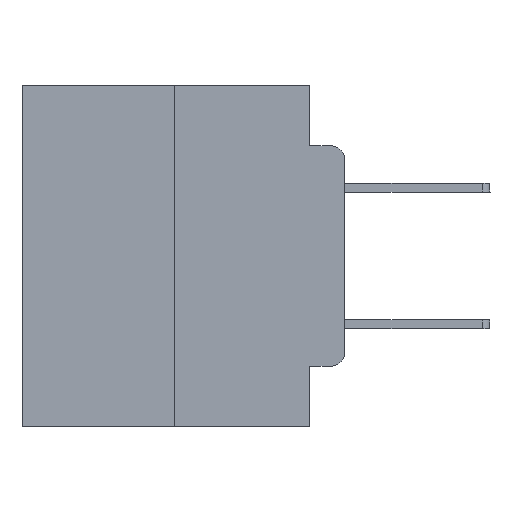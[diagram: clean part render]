
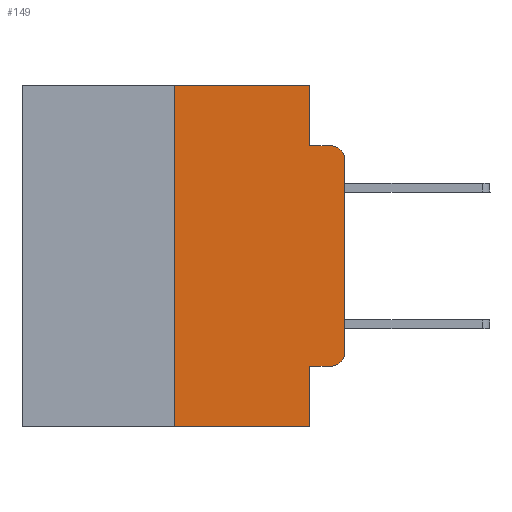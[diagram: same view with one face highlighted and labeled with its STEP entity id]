
A CAD part, left-side view. The second image highlights one B-rep face of the part: STEP entity #149.
In plain terms, the highlighted planar face has unit normal (-1, 0, 0).
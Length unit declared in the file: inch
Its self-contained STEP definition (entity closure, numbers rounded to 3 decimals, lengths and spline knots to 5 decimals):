
#149 = ADVANCED_FACE ( 'NONE', ( #26747 ), #16451, .F. ) ;
#284 = VECTOR ( 'NONE', #19080, 39.37008 ) ;
#766 = DIRECTION ( 'NONE',  ( 0., 0., -1. ) ) ;
#1113 = EDGE_CURVE ( 'NONE', #4978, #16386, #10753, .T. ) ;
#1173 = AXIS2_PLACEMENT_3D ( 'NONE', #11944, #25190, #22785 ) ;
#2500 = CIRCLE ( 'NONE', #25610, 0.02 ) ;
#3032 = VERTEX_POINT ( 'NONE', #7099 ) ;
#4362 = ORIENTED_EDGE ( 'NONE', *, *, #21408, .F. ) ;
#4596 = LINE ( 'NONE', #18917, #18108 ) ;
#4690 = EDGE_CURVE ( 'NONE', #21773, #18312, #2500, .T. ) ;
#4904 = CARTESIAN_POINT ( 'NONE',  ( 0., 0.051, -0.4115 ) ) ;
#4978 = VERTEX_POINT ( 'NONE', #10254 ) ;
#5344 = VECTOR ( 'NONE', #13010, 39.37008 ) ;
#7099 = CARTESIAN_POINT ( 'NONE',  ( 0., 0.25, -0.5 ) ) ;
#7213 = CARTESIAN_POINT ( 'NONE',  ( 0., 0.051, -0.0885 ) ) ;
#7281 = ORIENTED_EDGE ( 'NONE', *, *, #1113, .F. ) ;
#7746 = CIRCLE ( 'NONE', #16704, 0.02 ) ;
#8887 = DIRECTION ( 'NONE',  ( 0., 0., -1. ) ) ;
#9036 = CARTESIAN_POINT ( 'NONE',  ( 0., 0., -0.3915 ) ) ;
#9558 = CARTESIAN_POINT ( 'NONE',  ( 0., 0.051, 0. ) ) ;
#9611 = LINE ( 'NONE', #22695, #24517 ) ;
#9890 = LINE ( 'NONE', #23111, #9893 ) ;
#9893 = VECTOR ( 'NONE', #27077, 39.37008 ) ;
#10254 = CARTESIAN_POINT ( 'NONE',  ( 0., 0.25, 0. ) ) ;
#10607 = ORIENTED_EDGE ( 'NONE', *, *, #12805, .T. ) ;
#10753 = LINE ( 'NONE', #23568, #5344 ) ;
#10923 = LINE ( 'NONE', #26147, #284 ) ;
#11311 = ORIENTED_EDGE ( 'NONE', *, *, #12078, .F. ) ;
#11666 = EDGE_CURVE ( 'NONE', #3032, #24136, #24944, .T. ) ;
#11673 = VERTEX_POINT ( 'NONE', #26640 ) ;
#11944 = CARTESIAN_POINT ( 'NONE',  ( 0., 0.473, 0. ) ) ;
#12078 = EDGE_CURVE ( 'NONE', #26648, #24136, #15758, .T. ) ;
#12805 = EDGE_CURVE ( 'NONE', #27761, #11673, #7746, .T. ) ;
#13005 = DIRECTION ( 'NONE',  ( 0., 0., 1. ) ) ;
#13010 = DIRECTION ( 'NONE',  ( 0., -1., 0. ) ) ;
#13079 = VECTOR ( 'NONE', #26472, 39.37008 ) ;
#13087 = CARTESIAN_POINT ( 'NONE',  ( 0., 0.02, -0.3915 ) ) ;
#13262 = CARTESIAN_POINT ( 'NONE',  ( 0., 0.02, -0.1085 ) ) ;
#13774 = CARTESIAN_POINT ( 'NONE',  ( 0., 0.051, 0. ) ) ;
#13797 = ORIENTED_EDGE ( 'NONE', *, *, #15915, .T. ) ;
#14219 = DIRECTION ( 'NONE',  ( 0., -1., 0. ) ) ;
#14497 = VECTOR ( 'NONE', #14219, 39.37008 ) ;
#15055 = DIRECTION ( 'NONE',  ( -1., 0., 0. ) ) ;
#15463 = LINE ( 'NONE', #15753, #26392 ) ;
#15753 = CARTESIAN_POINT ( 'NONE',  ( 0., 0.051, -0.0885 ) ) ;
#15758 = LINE ( 'NONE', #9558, #13079 ) ;
#15787 = CARTESIAN_POINT ( 'NONE',  ( 0., 0.473, -0.5 ) ) ;
#15915 = EDGE_CURVE ( 'NONE', #18312, #27761, #4596, .T. ) ;
#15916 = ORIENTED_EDGE ( 'NONE', *, *, #18583, .F. ) ;
#16313 = ORIENTED_EDGE ( 'NONE', *, *, #24754, .F. ) ;
#16386 = VERTEX_POINT ( 'NONE', #13774 ) ;
#16451 = PLANE ( 'NONE',  #1173 ) ;
#16704 = AXIS2_PLACEMENT_3D ( 'NONE', #13262, #21840, #766 ) ;
#17451 = DIRECTION ( 'NONE',  ( 0., -1., 0. ) ) ;
#17886 = EDGE_LOOP ( 'NONE', ( #13797, #10607, #4362, #16313, #7281, #15916, #25706, #11311, #21355, #21496 ) ) ;
#18037 = EDGE_CURVE ( 'NONE', #26648, #21773, #9611, .T. ) ;
#18108 = VECTOR ( 'NONE', #13005, 39.37008 ) ;
#18312 = VERTEX_POINT ( 'NONE', #9036 ) ;
#18323 = VERTEX_POINT ( 'NONE', #7213 ) ;
#18583 = EDGE_CURVE ( 'NONE', #3032, #4978, #10923, .T. ) ;
#18917 = CARTESIAN_POINT ( 'NONE',  ( 0., 0., 0. ) ) ;
#19080 = DIRECTION ( 'NONE',  ( 0., 0., 1. ) ) ;
#19390 = CARTESIAN_POINT ( 'NONE',  ( 0., 0., -0.1085 ) ) ;
#21212 = CARTESIAN_POINT ( 'NONE',  ( 0., 0.02, -0.4115 ) ) ;
#21355 = ORIENTED_EDGE ( 'NONE', *, *, #18037, .T. ) ;
#21408 = EDGE_CURVE ( 'NONE', #18323, #11673, #15463, .T. ) ;
#21496 = ORIENTED_EDGE ( 'NONE', *, *, #4690, .T. ) ;
#21773 = VERTEX_POINT ( 'NONE', #21212 ) ;
#21840 = DIRECTION ( 'NONE',  ( -1., 0., 0. ) ) ;
#22695 = CARTESIAN_POINT ( 'NONE',  ( 0., 0.051, -0.4115 ) ) ;
#22785 = DIRECTION ( 'NONE',  ( 0., 0., -1. ) ) ;
#23111 = CARTESIAN_POINT ( 'NONE',  ( 0., 0.051, 0. ) ) ;
#23568 = CARTESIAN_POINT ( 'NONE',  ( 0., 0.473, 0. ) ) ;
#23871 = CARTESIAN_POINT ( 'NONE',  ( 0., 0.051, -0.5 ) ) ;
#24136 = VERTEX_POINT ( 'NONE', #23871 ) ;
#24517 = VECTOR ( 'NONE', #27074, 39.37008 ) ;
#24754 = EDGE_CURVE ( 'NONE', #16386, #18323, #9890, .T. ) ;
#24944 = LINE ( 'NONE', #15787, #14497 ) ;
#25190 = DIRECTION ( 'NONE',  ( 1., 0., 0. ) ) ;
#25610 = AXIS2_PLACEMENT_3D ( 'NONE', #13087, #15055, #8887 ) ;
#25706 = ORIENTED_EDGE ( 'NONE', *, *, #11666, .T. ) ;
#26147 = CARTESIAN_POINT ( 'NONE',  ( 0., 0.25, 0. ) ) ;
#26392 = VECTOR ( 'NONE', #17451, 39.37008 ) ;
#26472 = DIRECTION ( 'NONE',  ( 0., 0., -1. ) ) ;
#26640 = CARTESIAN_POINT ( 'NONE',  ( 0., 0.02, -0.0885 ) ) ;
#26648 = VERTEX_POINT ( 'NONE', #4904 ) ;
#26747 = FACE_OUTER_BOUND ( 'NONE', #17886, .T. ) ;
#27074 = DIRECTION ( 'NONE',  ( 0., -1., 0. ) ) ;
#27077 = DIRECTION ( 'NONE',  ( 0., 0., -1. ) ) ;
#27761 = VERTEX_POINT ( 'NONE', #19390 ) ;
